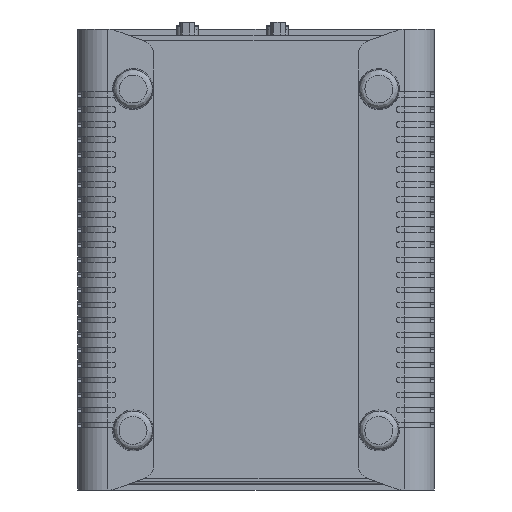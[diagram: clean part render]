
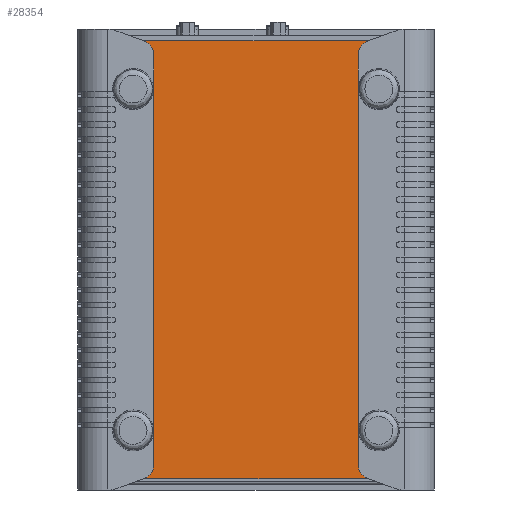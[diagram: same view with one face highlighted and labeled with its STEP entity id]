
A CAD part, front view. The second image highlights one B-rep face of the part: STEP entity #28354.
In plain terms, the highlighted planar face has unit normal (0, -1, 0).
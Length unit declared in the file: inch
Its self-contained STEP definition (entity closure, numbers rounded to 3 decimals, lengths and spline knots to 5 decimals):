
#1024 = EDGE_CURVE ( 'NONE', #85252, #40195, #68447, .T. ) ;
#3450 = CIRCLE ( 'NONE', #21976, 0.19685 ) ;
#3923 = LINE ( 'NONE', #11688, #64966 ) ;
#4060 = VECTOR ( 'NONE', #6932, 39.37008 ) ;
#4386 = ORIENTED_EDGE ( 'NONE', *, *, #53568, .T. ) ;
#4860 = DIRECTION ( 'NONE',  ( 0., 0., 1. ) ) ;
#5263 = DIRECTION ( 'NONE',  ( 0., 0., 1. ) ) ;
#5293 = VECTOR ( 'NONE', #23896, 39.37008 ) ;
#5540 = DIRECTION ( 'NONE',  ( 0., 1., 0. ) ) ;
#6223 = FACE_OUTER_BOUND ( 'NONE', #57826, .T. ) ;
#6646 = EDGE_CURVE ( 'NONE', #27806, #70758, #80413, .T. ) ;
#6932 = DIRECTION ( 'NONE',  ( 1., 0., 0. ) ) ;
#8829 = CIRCLE ( 'NONE', #32857, 0.19685 ) ;
#9530 = DIRECTION ( 'NONE',  ( 0., 1., 0. ) ) ;
#11688 = CARTESIAN_POINT ( 'NONE',  ( 4.81365, -3.34677, -4.43225 ) ) ;
#11885 = CARTESIAN_POINT ( 'NONE',  ( 1.47638, -3.34677, -3.07975 ) ) ;
#12312 = CIRCLE ( 'NONE', #37939, 0.19685 ) ;
#12645 = VERTEX_POINT ( 'NONE', #89544 ) ;
#15514 = CARTESIAN_POINT ( 'NONE',  ( 2.13803, -3.34677, 3.04791 ) ) ;
#17051 = CARTESIAN_POINT ( 'NONE',  ( -1.47638, -3.34677, 2.85406 ) ) ;
#17184 = AXIS2_PLACEMENT_3D ( 'NONE', #79651, #55043, #5263 ) ;
#17276 = DIRECTION ( 'NONE',  ( 0., 0., -1. ) ) ;
#17307 = ORIENTED_EDGE ( 'NONE', *, *, #106582, .T. ) ;
#20598 = ORIENTED_EDGE ( 'NONE', *, *, #70102, .F. ) ;
#20602 = CARTESIAN_POINT ( 'NONE',  ( 6.46393, -3.34677, 0.10186 ) ) ;
#21280 = VECTOR ( 'NONE', #17276, 39.37008 ) ;
#21976 = AXIS2_PLACEMENT_3D ( 'NONE', #46290, #104378, #54641 ) ;
#23125 = CARTESIAN_POINT ( 'NONE',  ( 1.63027, -3.34677, -3.2736 ) ) ;
#23896 = DIRECTION ( 'NONE',  ( -1., 0., 0. ) ) ;
#25994 = AXIS2_PLACEMENT_3D ( 'NONE', #55297, #5540, #63597 ) ;
#27806 = VERTEX_POINT ( 'NONE', #45038 ) ;
#28354 = ADVANCED_FACE ( 'NONE', ( #6223 ), #104751, .F. ) ;
#29001 = DIRECTION ( 'NONE',  ( 0.94, 0., -0.342 ) ) ;
#29993 = LINE ( 'NONE', #15514, #5293 ) ;
#30615 = VERTEX_POINT ( 'NONE', #32803 ) ;
#31652 = CARTESIAN_POINT ( 'NONE',  ( 2.13803, -3.34677, -3.2736 ) ) ;
#32803 = CARTESIAN_POINT ( 'NONE',  ( 1.6059, -3.34677, 3.03902 ) ) ;
#32857 = AXIS2_PLACEMENT_3D ( 'NONE', #104361, #54627, #4860 ) ;
#33657 = DIRECTION ( 'NONE',  ( 0.94, 0., 0.342 ) ) ;
#34729 = CARTESIAN_POINT ( 'NONE',  ( 1.63032, -3.34677, 3.04791 ) ) ;
#35448 = CIRCLE ( 'NONE', #25994, 0.19685 ) ;
#35618 = EDGE_CURVE ( 'NONE', #67914, #85252, #12312, .T. ) ;
#36509 = ORIENTED_EDGE ( 'NONE', *, *, #91902, .T. ) ;
#36816 = DIRECTION ( 'NONE',  ( -0.94, 0., 0.342 ) ) ;
#37939 = AXIS2_PLACEMENT_3D ( 'NONE', #59337, #9530, #67667 ) ;
#40195 = VERTEX_POINT ( 'NONE', #70373 ) ;
#40380 = VERTEX_POINT ( 'NONE', #23125 ) ;
#42100 = DIRECTION ( 'NONE',  ( -0.94, 0., -0.342 ) ) ;
#42920 = VERTEX_POINT ( 'NONE', #17051 ) ;
#43804 = VECTOR ( 'NONE', #42100, 39.37008 ) ;
#45038 = CARTESIAN_POINT ( 'NONE',  ( 1.47638, -3.34677, 2.85405 ) ) ;
#46290 = CARTESIAN_POINT ( 'NONE',  ( 1.67323, -3.34677, -3.07975 ) ) ;
#46416 = CARTESIAN_POINT ( 'NONE',  ( 1.6059, -3.34677, -3.26473 ) ) ;
#46515 = VERTEX_POINT ( 'NONE', #85385 ) ;
#47644 = EDGE_CURVE ( 'NONE', #80565, #70758, #3450, .T. ) ;
#48284 = LINE ( 'NONE', #31652, #4060 ) ;
#49998 = CARTESIAN_POINT ( 'NONE',  ( -2.68807, -3.34677, 1.47615 ) ) ;
#53568 = EDGE_CURVE ( 'NONE', #12645, #42920, #8829, .T. ) ;
#54627 = DIRECTION ( 'NONE',  ( 0., 1., 0. ) ) ;
#54641 = DIRECTION ( 'NONE',  ( 0., 0., 1. ) ) ;
#55043 = DIRECTION ( 'NONE',  ( 0., 1., 0. ) ) ;
#55161 = LINE ( 'NONE', #96352, #96710 ) ;
#55297 = CARTESIAN_POINT ( 'NONE',  ( 1.67323, -3.34677, 2.85405 ) ) ;
#56835 = ORIENTED_EDGE ( 'NONE', *, *, #63759, .T. ) ;
#57826 = EDGE_LOOP ( 'NONE', ( #17307, #78419, #4386, #20598, #102349, #104444, #102769, #102694, #58779, #82027, #56835, #36509 ) ) ;
#58779 = ORIENTED_EDGE ( 'NONE', *, *, #47644, .T. ) ;
#59337 = CARTESIAN_POINT ( 'NONE',  ( -1.67323, -3.34677, -3.07973 ) ) ;
#63597 = DIRECTION ( 'NONE',  ( 0., 0., 1. ) ) ;
#63759 = EDGE_CURVE ( 'NONE', #27806, #30615, #35448, .T. ) ;
#64519 = LINE ( 'NONE', #49998, #84012 ) ;
#64966 = VECTOR ( 'NONE', #36816, 39.37008 ) ;
#67047 = CARTESIAN_POINT ( 'NONE',  ( 1.47638, -3.34677, -11.78345 ) ) ;
#67667 = DIRECTION ( 'NONE',  ( 0., 0., 1. ) ) ;
#67914 = VERTEX_POINT ( 'NONE', #107701 ) ;
#68447 = LINE ( 'NONE', #83433, #43804 ) ;
#70102 = EDGE_CURVE ( 'NONE', #67914, #42920, #55161, .T. ) ;
#70373 = CARTESIAN_POINT ( 'NONE',  ( -1.63032, -3.34677, -3.2736 ) ) ;
#70758 = VERTEX_POINT ( 'NONE', #11885 ) ;
#78111 = CARTESIAN_POINT ( 'NONE',  ( -1.6059, -3.34677, -3.26471 ) ) ;
#78419 = ORIENTED_EDGE ( 'NONE', *, *, #105962, .T. ) ;
#79420 = LINE ( 'NONE', #20602, #96353 ) ;
#79651 = CARTESIAN_POINT ( 'NONE',  ( 2.13803, -3.34677, -11.78345 ) ) ;
#80413 = LINE ( 'NONE', #67047, #21280 ) ;
#80565 = VERTEX_POINT ( 'NONE', #46416 ) ;
#82027 = ORIENTED_EDGE ( 'NONE', *, *, #6646, .F. ) ;
#83433 = CARTESIAN_POINT ( 'NONE',  ( -1.0378, -3.34677, -3.05794 ) ) ;
#84012 = VECTOR ( 'NONE', #33657, 39.37008 ) ;
#85252 = VERTEX_POINT ( 'NONE', #78111 ) ;
#85385 = CARTESIAN_POINT ( 'NONE',  ( -1.63027, -3.34677, 3.04791 ) ) ;
#86165 = VERTEX_POINT ( 'NONE', #34729 ) ;
#86671 = EDGE_CURVE ( 'NONE', #40195, #40380, #48284, .T. ) ;
#88703 = DIRECTION ( 'NONE',  ( 0., 0., 1. ) ) ;
#89544 = CARTESIAN_POINT ( 'NONE',  ( -1.6059, -3.34677, 3.03904 ) ) ;
#91902 = EDGE_CURVE ( 'NONE', #30615, #86165, #64519, .T. ) ;
#96352 = CARTESIAN_POINT ( 'NONE',  ( -1.47638, -3.34677, -11.78345 ) ) ;
#96353 = VECTOR ( 'NONE', #29001, 39.37008 ) ;
#96710 = VECTOR ( 'NONE', #88703, 39.37008 ) ;
#102349 = ORIENTED_EDGE ( 'NONE', *, *, #35618, .T. ) ;
#102680 = EDGE_CURVE ( 'NONE', #40380, #80565, #3923, .T. ) ;
#102694 = ORIENTED_EDGE ( 'NONE', *, *, #102680, .T. ) ;
#102769 = ORIENTED_EDGE ( 'NONE', *, *, #86671, .T. ) ;
#104361 = CARTESIAN_POINT ( 'NONE',  ( -1.67323, -3.34677, 2.85406 ) ) ;
#104378 = DIRECTION ( 'NONE',  ( 0., 1., 0. ) ) ;
#104444 = ORIENTED_EDGE ( 'NONE', *, *, #1024, .T. ) ;
#104751 = PLANE ( 'NONE',  #17184 ) ;
#105962 = EDGE_CURVE ( 'NONE', #46515, #12645, #79420, .T. ) ;
#106582 = EDGE_CURVE ( 'NONE', #86165, #46515, #29993, .T. ) ;
#107701 = CARTESIAN_POINT ( 'NONE',  ( -1.47638, -3.34677, -3.07973 ) ) ;
